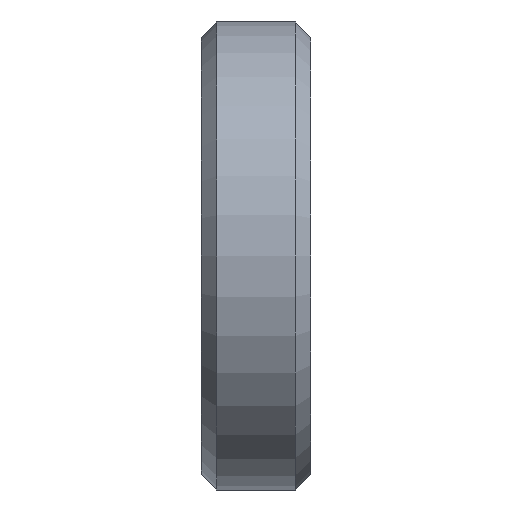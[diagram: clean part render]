
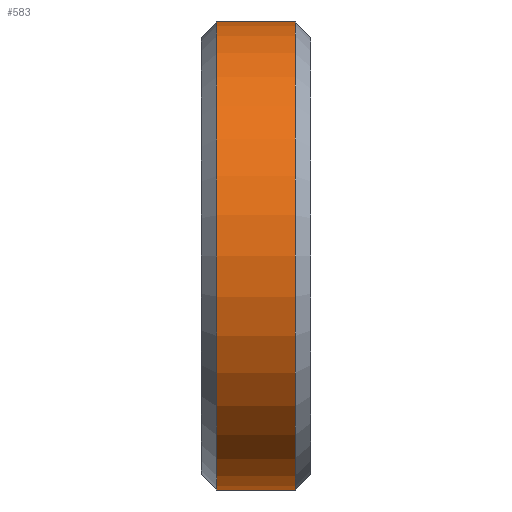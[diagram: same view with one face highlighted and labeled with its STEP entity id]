
A CAD part, left-side view. The second image highlights one B-rep face of the part: STEP entity #583.
In plain terms, the highlighted cylindrical face has radius 15 mm (diameter 30 mm), a partial arc.
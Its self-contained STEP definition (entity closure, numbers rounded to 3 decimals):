
#25 = DIRECTION ( 'NONE',  ( 0., -1., 0. ) ) ;
#27 = VERTEX_POINT ( 'NONE', #546 ) ;
#49 = EDGE_LOOP ( 'NONE', ( #887, #736, #750, #625 ) ) ;
#68 = EDGE_CURVE ( 'NONE', #260, #72, #883, .T. ) ;
#69 = LINE ( 'NONE', #852, #483 ) ;
#72 = VERTEX_POINT ( 'NONE', #724 ) ;
#114 = DIRECTION ( 'NONE',  ( 0., 0., -1. ) ) ;
#129 = DIRECTION ( 'NONE',  ( 0., -1., 0. ) ) ;
#260 = VERTEX_POINT ( 'NONE', #753 ) ;
#288 = FACE_OUTER_BOUND ( 'NONE', #49, .T. ) ;
#293 = EDGE_CURVE ( 'NONE', #27, #524, #777, .T. ) ;
#400 = CYLINDRICAL_SURFACE ( 'NONE', #853, 15. ) ;
#412 = DIRECTION ( 'NONE',  ( 0., -1., 0. ) ) ;
#418 = CARTESIAN_POINT ( 'NONE',  ( 0., 1., 15. ) ) ;
#433 = EDGE_CURVE ( 'NONE', #72, #27, #680, .T. ) ;
#448 = EDGE_CURVE ( 'NONE', #260, #524, #69, .T. ) ;
#460 = DIRECTION ( 'NONE',  ( 0., 0., 1. ) ) ;
#483 = VECTOR ( 'NONE', #25, 1000. ) ;
#524 = VERTEX_POINT ( 'NONE', #418 ) ;
#525 = DIRECTION ( 'NONE',  ( 0., 1., 0. ) ) ;
#546 = CARTESIAN_POINT ( 'NONE',  ( 0., 1., -15. ) ) ;
#583 = ADVANCED_FACE ( 'NONE', ( #288 ), #400, .T. ) ;
#584 = AXIS2_PLACEMENT_3D ( 'NONE', #599, #525, #460 ) ;
#599 = CARTESIAN_POINT ( 'NONE',  ( 0., 1., 0. ) ) ;
#625 = ORIENTED_EDGE ( 'NONE', *, *, #68, .T. ) ;
#640 = DIRECTION ( 'NONE',  ( 0., -1., 0. ) ) ;
#680 = LINE ( 'NONE', #851, #920 ) ;
#718 = CARTESIAN_POINT ( 'NONE',  ( 0., 6., 0. ) ) ;
#724 = CARTESIAN_POINT ( 'NONE',  ( 0., 6., -15. ) ) ;
#736 = ORIENTED_EDGE ( 'NONE', *, *, #293, .T. ) ;
#750 = ORIENTED_EDGE ( 'NONE', *, *, #448, .F. ) ;
#753 = CARTESIAN_POINT ( 'NONE',  ( 0., 6., 15. ) ) ;
#777 = CIRCLE ( 'NONE', #584, 15. ) ;
#797 = DIRECTION ( 'NONE',  ( 0., 0., 1. ) ) ;
#803 = AXIS2_PLACEMENT_3D ( 'NONE', #718, #129, #797 ) ;
#851 = CARTESIAN_POINT ( 'NONE',  ( 0., 7., -15. ) ) ;
#852 = CARTESIAN_POINT ( 'NONE',  ( 0., 7., 15. ) ) ;
#853 = AXIS2_PLACEMENT_3D ( 'NONE', #942, #640, #114 ) ;
#883 = CIRCLE ( 'NONE', #803, 15. ) ;
#887 = ORIENTED_EDGE ( 'NONE', *, *, #433, .T. ) ;
#920 = VECTOR ( 'NONE', #412, 1000. ) ;
#942 = CARTESIAN_POINT ( 'NONE',  ( 0., 7., 0. ) ) ;
